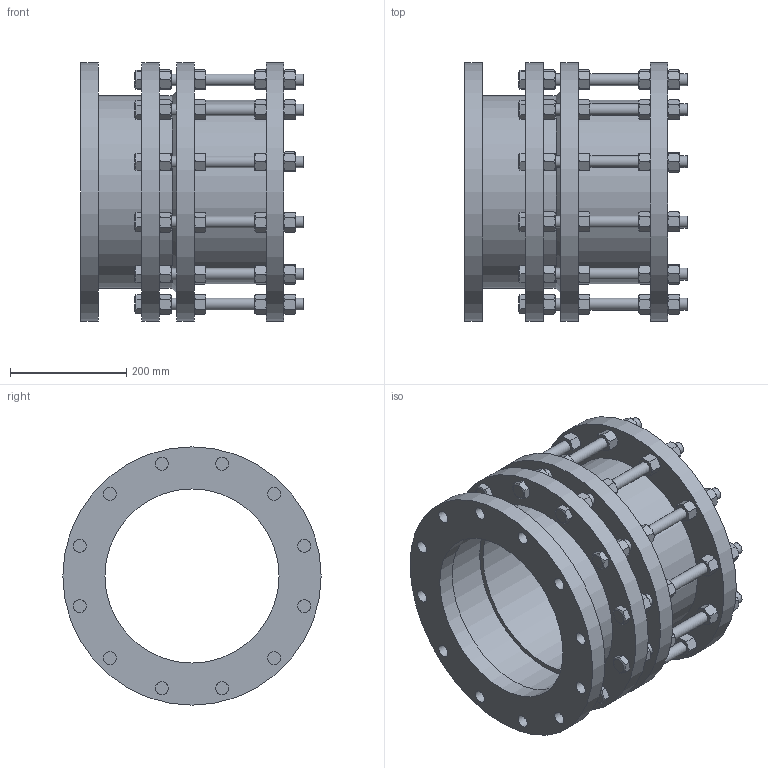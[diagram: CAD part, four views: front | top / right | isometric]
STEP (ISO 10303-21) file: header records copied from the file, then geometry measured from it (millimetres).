
FILE_DESCRIPTION(/* description */ ('MONTERINGSBOX VM 3188 - 150 DN'),/* implementation_level */ '2;1');
FILE_NAME(/* name */ 'MONTERINGSBOX VM 3186 - 300 DN.stp',/* time_stamp */ '2020-02-26T14:53:48+05:00',/* author */ ('rahul_marsute'),/* organization */ (''),/* preprocessor_version */ 'ST-DEVELOPER v18',/* originating_system */ 'Autodesk Inventor 2020',/* authorisation */ '');
FILE_SCHEMA (('AUTOMOTIVE_DESIGN { 1 0 10303 214 3 1 1 }'));
Length unit declared in the file: millimetre
Products named in the file (1): MONTERINGSBOX VM 3186 - 300 DN
Bounding box: 383.08 x 445 x 445 mm (x, y, z)
Volume: 13370716.6 mm3; surface area: 1688197.6 mm2
Topology: 1 solids, 25 shells, 1209 faces, 3221 edges, 2154 vertices
Faces by surface type: cone 589, plane 502, cylinder 118
Full cylindrical faces by diameter (mm): 20 x60, 22 x48, 300 x2, 316 x2, 332 x2, 445 x4
Entity records: 36686 total; most frequent: CARTESIAN_POINT 9033, ORIENTED_EDGE 6442, DIRECTION 5275, EDGE_CURVE 3221, VERTEX_POINT 2154, AXIS2_PLACEMENT_3D 2068, EDGE_LOOP 1423, FACE_OUTER_BOUND 1209
